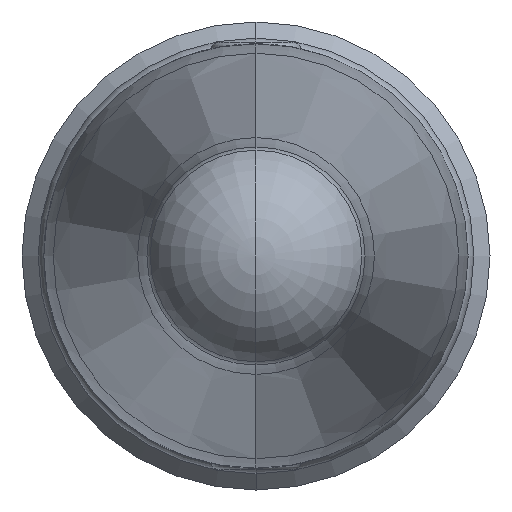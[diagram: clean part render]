
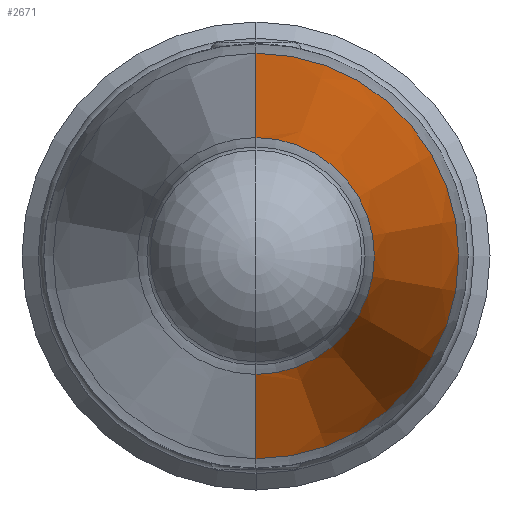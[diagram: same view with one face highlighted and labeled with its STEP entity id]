
A CAD part, left-side view. The second image highlights one B-rep face of the part: STEP entity #2671.
In plain terms, the highlighted conical face has half-angle 6.135 degrees and reference radius 3.669 mm.
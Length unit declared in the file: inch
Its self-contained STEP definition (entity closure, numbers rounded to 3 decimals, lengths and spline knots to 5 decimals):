
#16 = AXIS2_PLACEMENT_3D ( 'NONE', #6602, #552, #2209 ) ;
#135 = EDGE_LOOP ( 'NONE', ( #6067, #1290, #4563, #2710 ) ) ;
#310 = CARTESIAN_POINT ( 'NONE',  ( -4.76344, 0., 0.14445 ) ) ;
#392 = AXIS2_PLACEMENT_3D ( 'NONE', #2071, #2141, #1500 ) ;
#552 = DIRECTION ( 'NONE',  ( 1., 0., 0. ) ) ;
#643 = EDGE_CURVE ( 'NONE', #1288, #2021, #6256, .T. ) ;
#993 = AXIS2_PLACEMENT_3D ( 'NONE', #5827, #2631, #4231 ) ;
#1288 = VERTEX_POINT ( 'NONE', #5600 ) ;
#1290 = ORIENTED_EDGE ( 'NONE', *, *, #6100, .T. ) ;
#1371 = DIRECTION ( 'NONE',  ( 0.994, 0., -0.107 ) ) ;
#1500 = DIRECTION ( 'NONE',  ( 0., 0., -1. ) ) ;
#1700 = EDGE_CURVE ( 'NONE', #6191, #4396, #2948, .T. ) ;
#1875 = CARTESIAN_POINT ( 'NONE',  ( -4.76344, 0., 0.14445 ) ) ;
#2003 = CARTESIAN_POINT ( 'NONE',  ( -3.80656, 0., -0.2473 ) ) ;
#2021 = VERTEX_POINT ( 'NONE', #2003 ) ;
#2071 = CARTESIAN_POINT ( 'NONE',  ( -3.80656, 0., 0. ) ) ;
#2141 = DIRECTION ( 'NONE',  ( 1., 0., 0. ) ) ;
#2209 = DIRECTION ( 'NONE',  ( 0., 0., -1. ) ) ;
#2414 = DIRECTION ( 'NONE',  ( 0.994, 0., 0.107 ) ) ;
#2551 = CIRCLE ( 'NONE', #16, 0.14445 ) ;
#2596 = CIRCLE ( 'NONE', #392, 0.2473 ) ;
#2631 = DIRECTION ( 'NONE',  ( 1., 0., 0. ) ) ;
#2671 = ADVANCED_FACE ( 'NONE', ( #5863 ), #6606, .T. ) ;
#2710 = ORIENTED_EDGE ( 'NONE', *, *, #4162, .F. ) ;
#2948 = LINE ( 'NONE', #1875, #6036 ) ;
#3057 = CARTESIAN_POINT ( 'NONE',  ( -4.76344, 0., -0.14445 ) ) ;
#4162 = EDGE_CURVE ( 'NONE', #4396, #2021, #2596, .T. ) ;
#4231 = DIRECTION ( 'NONE',  ( 0., 0., -1. ) ) ;
#4396 = VERTEX_POINT ( 'NONE', #6435 ) ;
#4563 = ORIENTED_EDGE ( 'NONE', *, *, #643, .T. ) ;
#5142 = VECTOR ( 'NONE', #1371, 39.37008 ) ;
#5600 = CARTESIAN_POINT ( 'NONE',  ( -4.76344, 0., -0.14445 ) ) ;
#5827 = CARTESIAN_POINT ( 'NONE',  ( -4.76344, 0., 0. ) ) ;
#5863 = FACE_OUTER_BOUND ( 'NONE', #135, .T. ) ;
#6036 = VECTOR ( 'NONE', #2414, 39.37008 ) ;
#6067 = ORIENTED_EDGE ( 'NONE', *, *, #1700, .F. ) ;
#6100 = EDGE_CURVE ( 'NONE', #6191, #1288, #2551, .T. ) ;
#6191 = VERTEX_POINT ( 'NONE', #310 ) ;
#6256 = LINE ( 'NONE', #3057, #5142 ) ;
#6435 = CARTESIAN_POINT ( 'NONE',  ( -3.80656, 0., 0.2473 ) ) ;
#6602 = CARTESIAN_POINT ( 'NONE',  ( -4.76344, 0., 0. ) ) ;
#6606 = CONICAL_SURFACE ( 'NONE', #993, 0.14445, 0.107 ) ;
